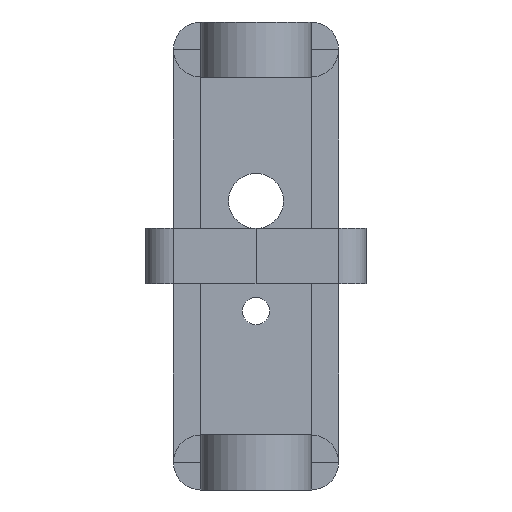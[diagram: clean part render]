
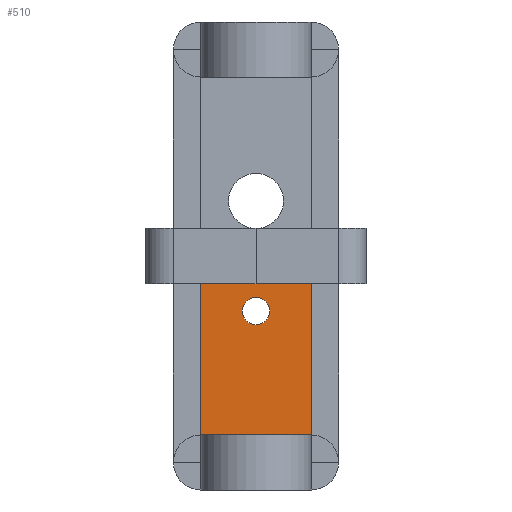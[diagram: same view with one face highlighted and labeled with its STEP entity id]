
A CAD part, front view. The second image highlights one B-rep face of the part: STEP entity #510.
In plain terms, the highlighted planar face has unit normal (0, -1, 0).
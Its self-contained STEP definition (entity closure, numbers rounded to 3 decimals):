
#123 = VERTEX_POINT('',#124);
#124 = CARTESIAN_POINT('',(0.,2.,4.));
#267 = EDGE_CURVE('',#268,#123,#270,.T.);
#268 = VERTEX_POINT('',#269);
#269 = CARTESIAN_POINT('',(-4.,2.,4.));
#270 = LINE('',#271,#272);
#271 = CARTESIAN_POINT('',(-4.,2.,4.));
#272 = VECTOR('',#273,1.);
#273 = DIRECTION('',(1.,0.,0.));
#302 = VERTEX_POINT('',#303);
#303 = CARTESIAN_POINT('',(4.,2.,4.));
#309 = EDGE_CURVE('',#123,#302,#310,.T.);
#310 = LINE('',#311,#312);
#311 = CARTESIAN_POINT('',(-4.,2.,4.));
#312 = VECTOR('',#313,1.);
#313 = DIRECTION('',(1.,0.,0.));
#510 = ADVANCED_FACE('',(#511,#537),#548,.F.);
#511 = FACE_BOUND('',#512,.F.);
#512 = EDGE_LOOP('',(#513,#514,#522,#530,#536));
#513 = ORIENTED_EDGE('',*,*,#267,.F.);
#514 = ORIENTED_EDGE('',*,*,#515,.T.);
#515 = EDGE_CURVE('',#268,#516,#518,.T.);
#516 = VERTEX_POINT('',#517);
#517 = CARTESIAN_POINT('',(-4.,2.,15.));
#518 = LINE('',#519,#520);
#519 = CARTESIAN_POINT('',(-4.,2.,0.));
#520 = VECTOR('',#521,1.);
#521 = DIRECTION('',(0.,0.,1.));
#522 = ORIENTED_EDGE('',*,*,#523,.T.);
#523 = EDGE_CURVE('',#516,#524,#526,.T.);
#524 = VERTEX_POINT('',#525);
#525 = CARTESIAN_POINT('',(4.,2.,15.));
#526 = LINE('',#527,#528);
#527 = CARTESIAN_POINT('',(-4.,2.,15.));
#528 = VECTOR('',#529,1.);
#529 = DIRECTION('',(1.,0.,0.));
#530 = ORIENTED_EDGE('',*,*,#531,.F.);
#531 = EDGE_CURVE('',#302,#524,#532,.T.);
#532 = LINE('',#533,#534);
#533 = CARTESIAN_POINT('',(4.,2.,0.));
#534 = VECTOR('',#535,1.);
#535 = DIRECTION('',(0.,0.,1.));
#536 = ORIENTED_EDGE('',*,*,#309,.F.);
#537 = FACE_BOUND('',#538,.F.);
#538 = EDGE_LOOP('',(#539));
#539 = ORIENTED_EDGE('',*,*,#540,.F.);
#540 = EDGE_CURVE('',#541,#541,#543,.T.);
#541 = VERTEX_POINT('',#542);
#542 = CARTESIAN_POINT('',(1.,2.,13.));
#543 = CIRCLE('',#544,1.);
#544 = AXIS2_PLACEMENT_3D('',#545,#546,#547);
#545 = CARTESIAN_POINT('',(0.,2.,13.));
#546 = DIRECTION('',(0.,1.,0.));
#547 = DIRECTION('',(1.,0.,0.));
#548 = PLANE('',#549);
#549 = AXIS2_PLACEMENT_3D('',#550,#551,#552);
#550 = CARTESIAN_POINT('',(-4.,2.,4.));
#551 = DIRECTION('',(0.,1.,0.));
#552 = DIRECTION('',(0.,0.,1.));
